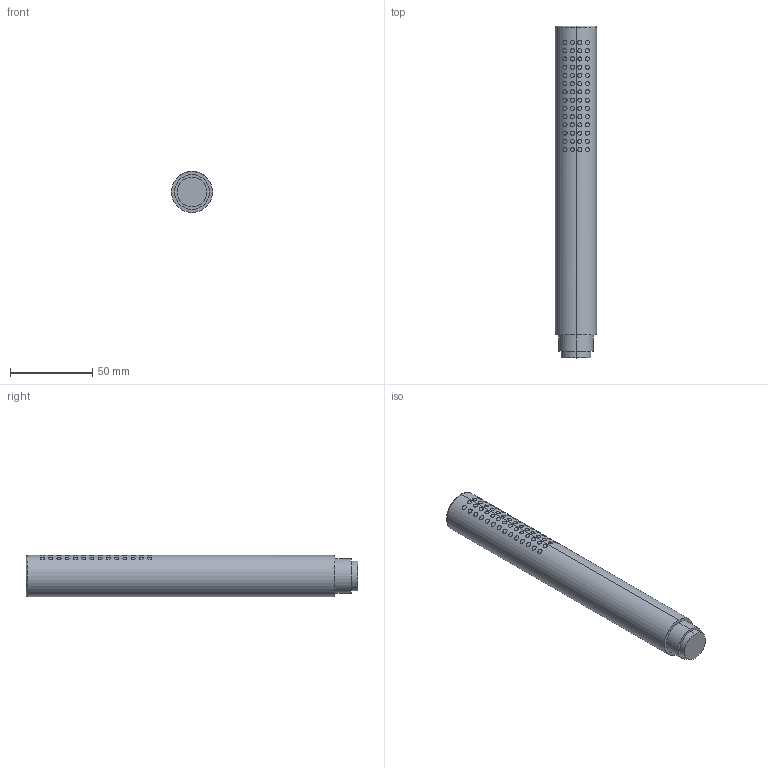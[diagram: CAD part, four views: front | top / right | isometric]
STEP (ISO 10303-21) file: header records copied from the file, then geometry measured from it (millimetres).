
FILE_DESCRIPTION (( 'STEP AP203' ), '1' );
FILE_NAME ('54390100.STEP', '2019-01-14T05:37:07', ( '' ), ( '' ), 'SwSTEP 2.0', 'SolidWorks 2016', '' );
FILE_SCHEMA (( 'CONFIG_CONTROL_DESIGN' ));
Length unit declared in the file: millimetre
Products named in the file (1): 54390100
Bounding box: 25 x 201.5 x 25 mm (x, y, z)
Volume: 96503.7 mm3; surface area: 16559.7 mm2
Topology: 1 solids, 1 shells, 68 faces, 134 edges, 126 vertices
Faces by surface type: cylinder 62, plane 4, torus 2
Entity records: 3967 total; most frequent: CARTESIAN_POINT 2569, ORIENTED_EDGE 268, DIRECTION 176, EDGE_CURVE 134, VERTEX_POINT 126, EDGE_LOOP 126, B_SPLINE_CURVE_WITH_KNOTS 112, AXIS2_PLACEMENT_3D 85
